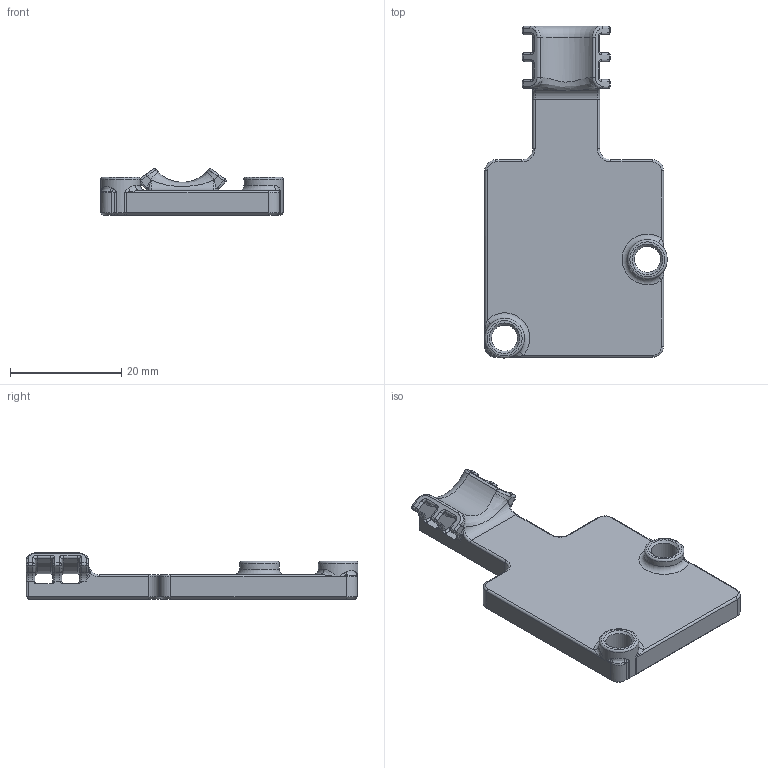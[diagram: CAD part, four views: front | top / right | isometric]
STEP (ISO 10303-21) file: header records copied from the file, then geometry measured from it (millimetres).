
FILE_DESCRIPTION(/* description */ (''),/* implementation_level */ '2;1');
FILE_NAME(/* name */ 'Carabiner_bracket_vhb_HS.step',/* time_stamp */ '2022-02-23T19:41:12+01:00',/* author */ (''),/* organization */ (''),/* preprocessor_version */ 'ST-DEVELOPER v18.1',/* originating_system */ 'Autodesk Translation Framework v10.13.0.1454',/* authorisation */ '');
FILE_SCHEMA (('AUTOMOTIVE_DESIGN { 1 0 10303 214 3 1 1 }'));
Length unit declared in the file: millimetre
Products named in the file (2): Carabiner_bracket_vhb_HS; Carabiner_bracket_vhb_HS_1
Assembly tree (1 placements, depth 2):
  Carabiner_bracket_vhb_HS
    Carabiner_bracket_vhb_HS_1
Bounding box: 32.75 x 59.6 x 8.33 mm (x, y, z)
Volume: 6387.1 mm3; surface area: 4169.6 mm2
Topology: 1 solids, 1 shells, 230 faces, 548 edges, 307 vertices
Faces by surface type: cylinder 79, torus 57, plane 34, bspline 30, cone 18, sphere 12
Full cylindrical faces by diameter (mm): 4.7 x2, 7.1 x2
Entity records: 7484 total; most frequent: CARTESIAN_POINT 2228, DIRECTION 1149, ORIENTED_EDGE 1078, EDGE_CURVE 539, AXIS2_PLACEMENT_3D 482, VERTEX_POINT 307, CIRCLE 279, EDGE_LOOP 234
